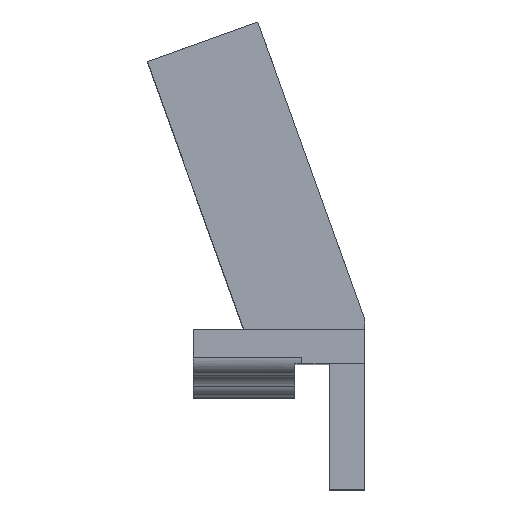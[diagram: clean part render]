
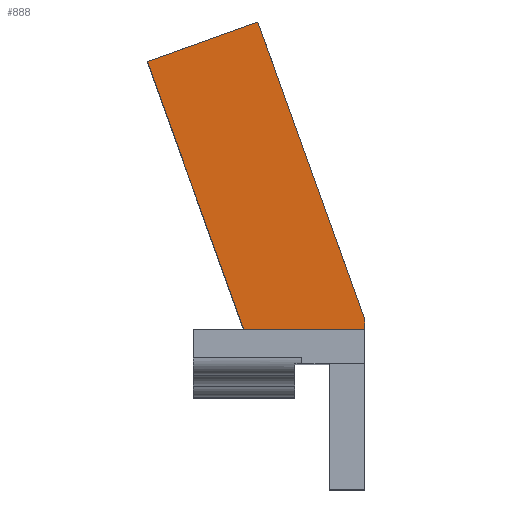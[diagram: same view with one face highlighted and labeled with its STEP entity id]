
A CAD part, top view. The second image highlights one B-rep face of the part: STEP entity #888.
In plain terms, the highlighted planar face has unit normal (0, 0, 1).
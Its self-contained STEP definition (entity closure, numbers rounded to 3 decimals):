
#114=FACE_OUTER_BOUND('',#177,.T.);
#177=EDGE_LOOP('',(#762,#763,#764,#765,#766));
#193=LINE('',#1251,#283);
#261=LINE('',#1454,#351);
#264=LINE('',#1460,#354);
#266=LINE('',#1463,#356);
#267=LINE('',#1466,#357);
#283=VECTOR('',#1004,10.);
#351=VECTOR('',#1188,10.);
#354=VECTOR('',#1193,10.);
#356=VECTOR('',#1197,10.);
#357=VECTOR('',#1202,10.);
#373=VERTEX_POINT('',#1248);
#374=VERTEX_POINT('',#1250);
#451=VERTEX_POINT('',#1452);
#452=VERTEX_POINT('',#1457);
#453=VERTEX_POINT('',#1459);
#458=EDGE_CURVE('',#373,#374,#193,.T.);
#560=EDGE_CURVE('',#373,#451,#261,.T.);
#563=EDGE_CURVE('',#452,#453,#264,.T.);
#565=EDGE_CURVE('',#453,#451,#266,.T.);
#566=EDGE_CURVE('',#374,#452,#267,.T.);
#762=ORIENTED_EDGE('',*,*,#560,.T.);
#763=ORIENTED_EDGE('',*,*,#565,.F.);
#764=ORIENTED_EDGE('',*,*,#563,.F.);
#765=ORIENTED_EDGE('',*,*,#566,.F.);
#766=ORIENTED_EDGE('',*,*,#458,.F.);
#849=PLANE('',#984);
#888=ADVANCED_FACE('',(#114),#849,.T.);
#984=AXIS2_PLACEMENT_3D('',#1465,#1200,#1201);
#1004=DIRECTION('',(0.,-1.,0.));
#1188=DIRECTION('',(-0.338,0.941,0.));
#1193=DIRECTION('',(-0.338,0.941,0.));
#1197=DIRECTION('',(0.941,0.338,0.));
#1200=DIRECTION('center_axis',(0.,0.,1.));
#1201=DIRECTION('ref_axis',(1.,0.,0.));
#1202=DIRECTION('',(-1.,0.,0.));
#1248=CARTESIAN_POINT('',(0.6,9.941,-18.8));
#1250=CARTESIAN_POINT('',(0.6,9.31,-18.8));
#1251=CARTESIAN_POINT('',(0.6,11.61,-18.8));
#1452=CARTESIAN_POINT('',(-5.581,27.138,-18.8));
#1454=CARTESIAN_POINT('',(0.3,10.775,-18.8));
#1457=CARTESIAN_POINT('',(-6.399,9.31,-18.8));
#1459=CARTESIAN_POINT('',(-11.98,24.838,-18.8));
#1460=CARTESIAN_POINT('',(-6.399,9.31,-18.8));
#1463=CARTESIAN_POINT('',(-11.98,24.838,-18.8));
#1465=CARTESIAN_POINT('Origin',(-3.2,10.46,-18.8));
#1466=CARTESIAN_POINT('',(-1.6,9.31,-18.8));
